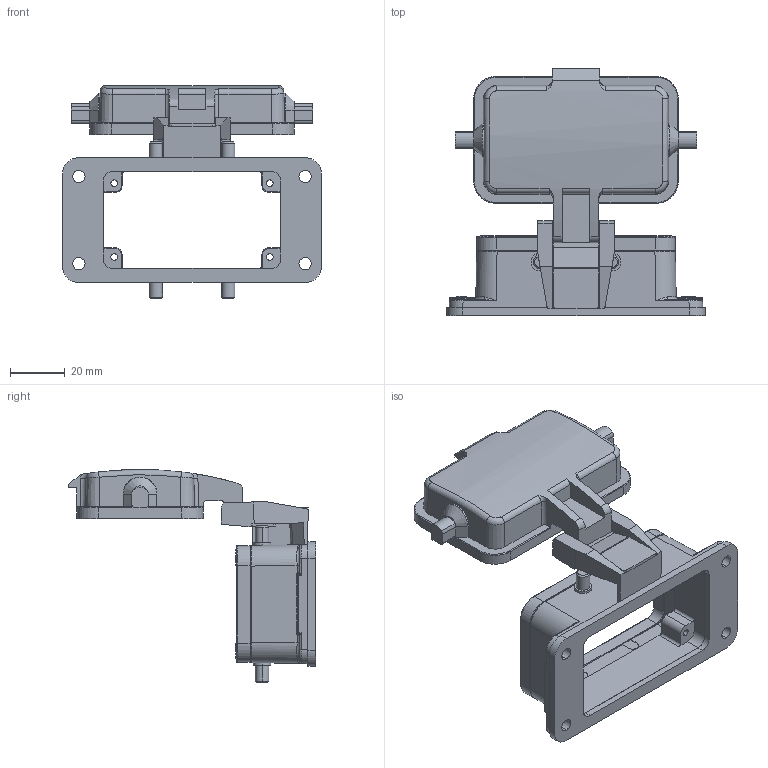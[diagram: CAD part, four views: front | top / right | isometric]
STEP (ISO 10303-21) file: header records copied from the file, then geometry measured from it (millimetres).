
FILE_DESCRIPTION(/* description */ (''),/* implementation_level */ '2;1');
FILE_NAME(/* name */ '3D_1240103701001_HV10B-BK-4B-CV_V1.1.STP',/* time_stamp */ '2023-12-13T17:29:58+08:00',/* author */ (''),/* organization */ (''),/* preprocessor_version */ 'ST-DEVELOPER v18.1',/* originating_system */ 'SIEMENS PLM Software NX 1980',/* authorisation */ '');
FILE_SCHEMA (('AUTOMOTIVE_DESIGN { 1 0 10303 214 3 1 1 1 }'));
Length unit declared in the file: millimetre
Products named in the file (1): 14592EFC6233l5fi
Bounding box: 95 x 90.62 x 78.13 mm (x, y, z)
Volume: 52590.2 mm3; surface area: 38805 mm2
Topology: 1 solids, 1 shells, 682 faces, 1729 edges, 1078 vertices
Faces by surface type: plane 297, cylinder 258, torus 66, cone 38, bspline 18, sphere 4, extrusion 1
Entity records: 21877 total; most frequent: CARTESIAN_POINT 6282, ORIENTED_EDGE 3454, DIRECTION 2940, EDGE_CURVE 1727, VERTEX_POINT 1078, AXIS2_PLACEMENT_3D 1028, VECTOR 884, LINE 883
